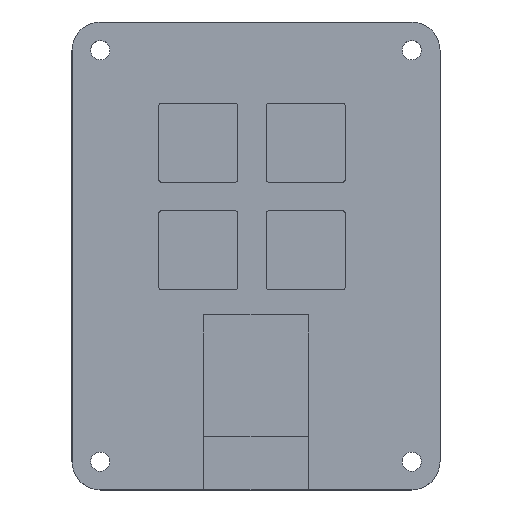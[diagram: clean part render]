
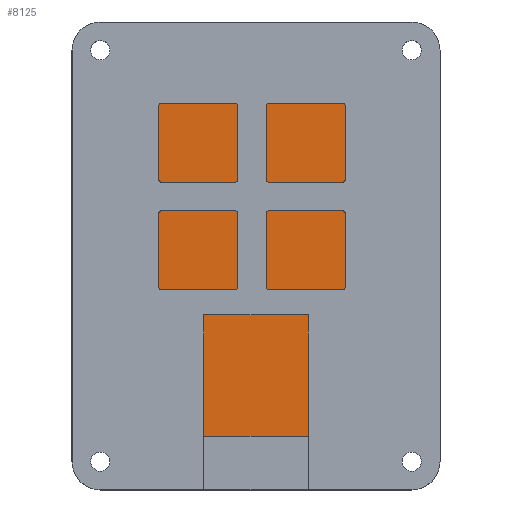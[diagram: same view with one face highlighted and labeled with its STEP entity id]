
A CAD part, top view. The second image highlights one B-rep face of the part: STEP entity #8125.
In plain terms, the highlighted face is planar.
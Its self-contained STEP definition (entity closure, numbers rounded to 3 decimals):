
#951=FACE_OUTER_BOUND('',#1416,.T.);
#1416=EDGE_LOOP('',(#5495,#5496,#5497,#5498));
#1929=LINE('',#10229,#2628);
#1943=LINE('',#10273,#2642);
#1944=LINE('',#10275,#2643);
#1945=LINE('',#10276,#2644);
#2628=VECTOR('',#8938,10.);
#2642=VECTOR('',#8986,10.);
#2643=VECTOR('',#8987,10.);
#2644=VECTOR('',#8988,10.);
#3330=VERTEX_POINT('',#10226);
#3331=VERTEX_POINT('',#10228);
#3344=VERTEX_POINT('',#10272);
#3345=VERTEX_POINT('',#10274);
#4177=EDGE_CURVE('',#3330,#3331,#1929,.T.);
#4199=EDGE_CURVE('',#3344,#3330,#1943,.T.);
#4200=EDGE_CURVE('',#3345,#3344,#1944,.T.);
#4201=EDGE_CURVE('',#3331,#3345,#1945,.T.);
#5495=ORIENTED_EDGE('',*,*,#4199,.F.);
#5496=ORIENTED_EDGE('',*,*,#4200,.F.);
#5497=ORIENTED_EDGE('',*,*,#4201,.F.);
#5498=ORIENTED_EDGE('',*,*,#4177,.F.);
#7946=PLANE('',#8626);
#8125=ADVANCED_FACE('',(#951),#7946,.T.);
#8626=AXIS2_PLACEMENT_3D('',#10271,#8984,#8985);
#8938=DIRECTION('',(-1.,0.,0.));
#8984=DIRECTION('center_axis',(0.,1.,0.));
#8985=DIRECTION('ref_axis',(0.,0.,1.));
#8986=DIRECTION('',(0.,0.,1.));
#8987=DIRECTION('',(1.,0.,0.));
#8988=DIRECTION('',(0.,0.,-1.));
#10226=CARTESIAN_POINT('',(0.,3.,63.9));
#10228=CARTESIAN_POINT('',(-46.2,3.,63.9));
#10229=CARTESIAN_POINT('',(-11.55,3.,63.9));
#10271=CARTESIAN_POINT('Origin',(-23.1,3.,31.95));
#10272=CARTESIAN_POINT('',(0.,3.,0.));
#10273=CARTESIAN_POINT('',(0.,3.,15.975));
#10274=CARTESIAN_POINT('',(-46.2,3.,0.));
#10275=CARTESIAN_POINT('',(-34.65,3.,0.));
#10276=CARTESIAN_POINT('',(-46.2,3.,47.925));
